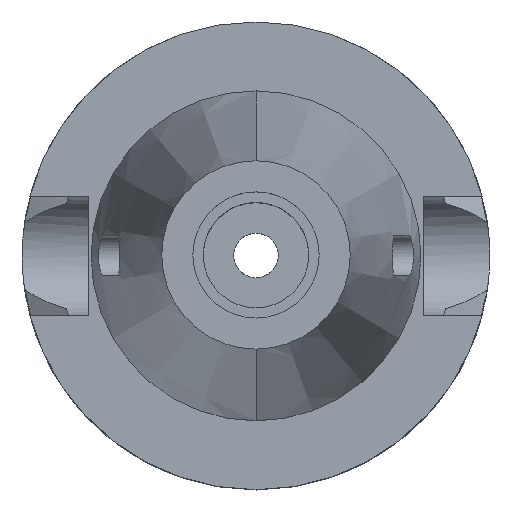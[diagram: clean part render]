
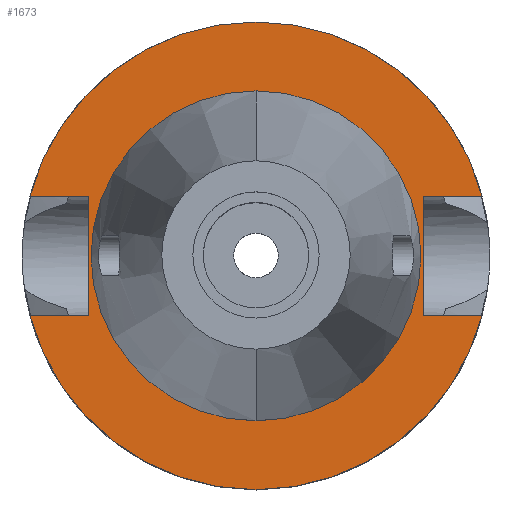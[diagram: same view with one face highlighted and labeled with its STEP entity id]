
A CAD part, top view. The second image highlights one B-rep face of the part: STEP entity #1673.
In plain terms, the highlighted planar face has unit normal (0, 0, 1).
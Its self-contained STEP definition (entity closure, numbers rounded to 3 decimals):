
#224=DIRECTION('',(0.,1.,0.));
#225=VECTOR('',#224,16.1);
#226=CARTESIAN_POINT('',(-22.5,-8.05,-1.));
#227=LINE('',#226,#225);
#231=DIRECTION('',(-1.,0.,0.));
#232=VECTOR('',#231,7.954);
#233=CARTESIAN_POINT('',(-22.5,8.05,-1.));
#234=LINE('',#233,#232);
#238=CARTESIAN_POINT('',(0.,0.,-1.));
#239=DIRECTION('',(0.,0.,-1.));
#240=DIRECTION('',(-0.967,0.256,0.));
#241=AXIS2_PLACEMENT_3D('',#238,#239,#240);
#246=CARTESIAN_POINT('',(0.,0.,-1.));
#247=DIRECTION('',(0.,0.,-1.));
#248=DIRECTION('',(0.,1.,0.));
#249=AXIS2_PLACEMENT_3D('',#246,#247,#248);
#254=DIRECTION('',(0.,-1.,0.));
#255=VECTOR('',#254,16.1);
#256=CARTESIAN_POINT('',(22.5,8.05,-1.));
#257=LINE('',#256,#255);
#261=DIRECTION('',(1.,0.,0.));
#262=VECTOR('',#261,7.954);
#263=CARTESIAN_POINT('',(22.5,-8.05,-1.));
#264=LINE('',#263,#262);
#268=CARTESIAN_POINT('',(0.,0.,-1.));
#269=DIRECTION('',(0.,0.,-1.));
#270=DIRECTION('',(0.967,-0.256,0.));
#271=AXIS2_PLACEMENT_3D('',#268,#269,#270);
#276=CARTESIAN_POINT('',(0.,0.,-1.));
#277=DIRECTION('',(0.,0.,-1.));
#278=DIRECTION('',(0.,-1.,0.));
#279=AXIS2_PLACEMENT_3D('',#276,#277,#278);
#284=CARTESIAN_POINT('',(0.,0.,-1.));
#285=DIRECTION('',(0.,0.,1.));
#286=DIRECTION('',(0.,-1.,0.));
#287=AXIS2_PLACEMENT_3D('',#284,#285,#286);
#292=CARTESIAN_POINT('',(0.,0.,-1.));
#293=DIRECTION('',(0.,0.,1.));
#294=DIRECTION('',(0.,1.,0.));
#295=AXIS2_PLACEMENT_3D('',#292,#293,#294);
#330=DIRECTION('',(-1.,0.,0.));
#331=VECTOR('',#330,7.954);
#332=CARTESIAN_POINT('',(-22.5,-8.05,-1.));
#333=LINE('',#332,#331);
#467=DIRECTION('',(1.,0.,0.));
#468=VECTOR('',#467,7.954);
#469=CARTESIAN_POINT('',(22.5,8.05,-1.));
#470=LINE('',#469,#468);
#1431=CARTESIAN_POINT('',(0.,22.225,-1.));
#1432=VERTEX_POINT('',#1431);
#1433=CARTESIAN_POINT('',(0.,-22.225,-1.));
#1434=VERTEX_POINT('',#1433);
#1435=CARTESIAN_POINT('',(-22.5,-8.05,-1.));
#1436=CARTESIAN_POINT('',(-22.5,8.05,-1.));
#1437=VERTEX_POINT('',#1435);
#1438=VERTEX_POINT('',#1436);
#1439=CARTESIAN_POINT('',(-30.454,8.05,-1.));
#1440=VERTEX_POINT('',#1439);
#1441=CARTESIAN_POINT('',(0.,31.5,-1.));
#1442=CARTESIAN_POINT('',(30.454,8.05,-1.));
#1443=VERTEX_POINT('',#1441);
#1444=VERTEX_POINT('',#1442);
#1445=CARTESIAN_POINT('',(22.5,8.05,-1.));
#1446=VERTEX_POINT('',#1445);
#1447=CARTESIAN_POINT('',(22.5,-8.05,-1.));
#1448=VERTEX_POINT('',#1447);
#1449=CARTESIAN_POINT('',(30.454,-8.05,-1.));
#1450=VERTEX_POINT('',#1449);
#1451=CARTESIAN_POINT('',(0.,-31.5,-1.));
#1452=CARTESIAN_POINT('',(-30.454,-8.05,-1.));
#1453=VERTEX_POINT('',#1451);
#1454=VERTEX_POINT('',#1452);
#1642=CARTESIAN_POINT('',(0.,0.,-1.));
#1643=DIRECTION('',(0.,0.,-1.));
#1644=DIRECTION('',(0.,-1.,0.));
#1645=AXIS2_PLACEMENT_3D('',#1642,#1643,#1644);
#1646=PLANE('',#1645);
#1648=ORIENTED_EDGE('',*,*,#1647,.T.);
#1650=ORIENTED_EDGE('',*,*,#1649,.T.);
#1652=ORIENTED_EDGE('',*,*,#1651,.T.);
#1654=ORIENTED_EDGE('',*,*,#1653,.T.);
#1656=ORIENTED_EDGE('',*,*,#1655,.F.);
#1658=ORIENTED_EDGE('',*,*,#1657,.T.);
#1660=ORIENTED_EDGE('',*,*,#1659,.T.);
#1662=ORIENTED_EDGE('',*,*,#1661,.T.);
#1664=ORIENTED_EDGE('',*,*,#1663,.T.);
#1666=ORIENTED_EDGE('',*,*,#1665,.F.);
#1667=EDGE_LOOP('',(#1648,#1650,#1652,#1654,#1656,#1658,#1660,#1662,#1664,
#1666));
#1668=FACE_OUTER_BOUND('',#1667,.F.);
#1669=ORIENTED_EDGE('',*,*,#1621,.T.);
#1670=ORIENTED_EDGE('',*,*,#1637,.T.);
#1671=EDGE_LOOP('',(#1669,#1670));
#1672=FACE_BOUND('',#1671,.F.);
#242=CIRCLE('',#241,31.5);
#250=CIRCLE('',#249,31.5);
#272=CIRCLE('',#271,31.5);
#280=CIRCLE('',#279,31.5);
#288=CIRCLE('',#287,22.225);
#296=CIRCLE('',#295,22.225);
#1621=EDGE_CURVE('',#1434,#1432,#288,.T.);
#1637=EDGE_CURVE('',#1432,#1434,#296,.T.);
#1647=EDGE_CURVE('',#1437,#1438,#227,.T.);
#1649=EDGE_CURVE('',#1438,#1440,#234,.T.);
#1651=EDGE_CURVE('',#1440,#1443,#242,.T.);
#1653=EDGE_CURVE('',#1443,#1444,#250,.T.);
#1655=EDGE_CURVE('',#1446,#1444,#470,.T.);
#1657=EDGE_CURVE('',#1446,#1448,#257,.T.);
#1659=EDGE_CURVE('',#1448,#1450,#264,.T.);
#1661=EDGE_CURVE('',#1450,#1453,#272,.T.);
#1663=EDGE_CURVE('',#1453,#1454,#280,.T.);
#1665=EDGE_CURVE('',#1437,#1454,#333,.T.);
#1673=ADVANCED_FACE('',(#1668,#1672),#1646,.F.);
